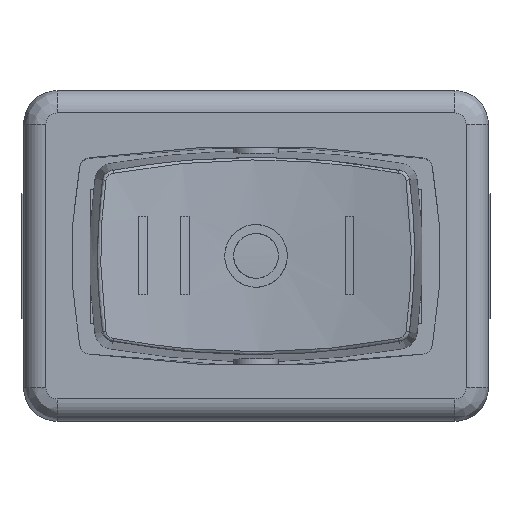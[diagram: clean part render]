
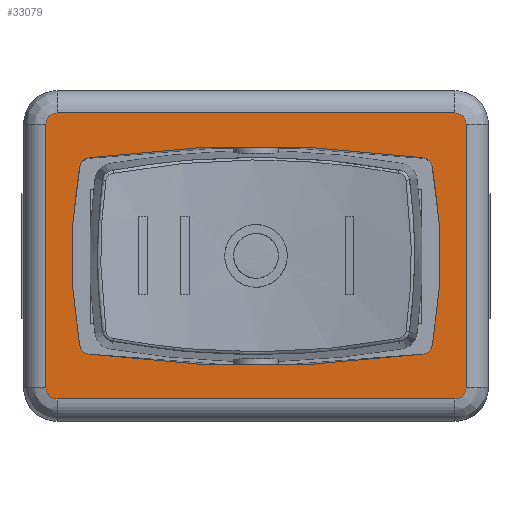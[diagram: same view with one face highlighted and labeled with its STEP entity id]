
A CAD part, top view. The second image highlights one B-rep face of the part: STEP entity #33079.
In plain terms, the highlighted planar face has unit normal (0, 0, 1).
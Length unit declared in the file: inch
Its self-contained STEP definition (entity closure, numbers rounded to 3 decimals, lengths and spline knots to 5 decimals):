
#32231=CARTESIAN_POINT('',(0.29401,0.17305,0.62992));
#32232=VERTEX_POINT('',#32231);
#32239=CARTESIAN_POINT('',(-0.29401,0.17305,0.62992));
#32240=VERTEX_POINT('',#32239);
#32241=CARTESIAN_POINT('',(0.,-1.97226,0.62992));
#32242=DIRECTION('',(0.0,0.0,-1.0));
#32243=DIRECTION('',(-0.136,-0.991,0.0));
#32244=AXIS2_PLACEMENT_3D('',#32241,#32242,#32243);
#32245=CIRCLE('',#32244,2.16535);
#32246=EDGE_CURVE('',#32240,#32232,#32245,.T.);
#32278=CARTESIAN_POINT('',(-0.3107,0.15711,0.62992));
#32279=VERTEX_POINT('',#32278);
#32280=CARTESIAN_POINT('',(-0.29134,0.15354,0.62992));
#32281=DIRECTION('',(0.0,0.0,-1.0));
#32282=DIRECTION('',(0.136,-0.991,0.0));
#32283=AXIS2_PLACEMENT_3D('',#32280,#32281,#32282);
#32284=CIRCLE('',#32283,0.01969);
#32285=EDGE_CURVE('',#32279,#32240,#32284,.T.);
#32311=CARTESIAN_POINT('',(-0.3107,-0.15711,0.62992));
#32312=VERTEX_POINT('',#32311);
#32313=CARTESIAN_POINT('',(0.54108,0.,0.62992));
#32314=DIRECTION('',(0.0,0.0,-1.0));
#32315=DIRECTION('',(0.983,-0.181,0.0));
#32316=AXIS2_PLACEMENT_3D('',#32313,#32314,#32315);
#32317=CIRCLE('',#32316,0.86614);
#32318=EDGE_CURVE('',#32312,#32279,#32317,.T.);
#32344=CARTESIAN_POINT('',(-0.29401,-0.17305,0.62992));
#32345=VERTEX_POINT('',#32344);
#32346=CARTESIAN_POINT('',(-0.29134,-0.15354,0.62992));
#32347=DIRECTION('',(0.0,0.0,-1.0));
#32348=DIRECTION('',(0.983,0.181,0.0));
#32349=AXIS2_PLACEMENT_3D('',#32346,#32347,#32348);
#32350=CIRCLE('',#32349,0.01969);
#32351=EDGE_CURVE('',#32345,#32312,#32350,.T.);
#32377=CARTESIAN_POINT('',(0.29401,-0.17305,0.62992));
#32378=VERTEX_POINT('',#32377);
#32379=CARTESIAN_POINT('',(0.,1.97226,0.62992));
#32380=DIRECTION('',(0.0,0.0,-1.0));
#32381=DIRECTION('',(0.136,0.991,0.0));
#32382=AXIS2_PLACEMENT_3D('',#32379,#32380,#32381);
#32383=CIRCLE('',#32382,2.16535);
#32384=EDGE_CURVE('',#32378,#32345,#32383,.T.);
#32416=CARTESIAN_POINT('',(0.3107,-0.15711,0.62992));
#32417=VERTEX_POINT('',#32416);
#32418=CARTESIAN_POINT('',(0.29134,-0.15354,0.62992));
#32419=DIRECTION('',(0.0,0.0,-1.0));
#32420=DIRECTION('',(-0.136,0.991,0.0));
#32421=AXIS2_PLACEMENT_3D('',#32418,#32419,#32420);
#32422=CIRCLE('',#32421,0.01969);
#32423=EDGE_CURVE('',#32417,#32378,#32422,.T.);
#32449=CARTESIAN_POINT('',(0.3107,0.15711,0.62992));
#32450=VERTEX_POINT('',#32449);
#32451=CARTESIAN_POINT('',(-0.54108,0.,0.62992));
#32452=DIRECTION('',(0.0,0.0,-1.0));
#32453=DIRECTION('',(-0.983,0.181,0.0));
#32454=AXIS2_PLACEMENT_3D('',#32451,#32452,#32453);
#32455=CIRCLE('',#32454,0.86614);
#32456=EDGE_CURVE('',#32450,#32417,#32455,.T.);
#32480=CARTESIAN_POINT('',(0.29134,0.15354,0.62992));
#32481=DIRECTION('',(0.0,0.0,-1.0));
#32482=DIRECTION('',(-0.983,-0.181,0.0));
#32483=AXIS2_PLACEMENT_3D('',#32480,#32481,#32482);
#32484=CIRCLE('',#32483,0.01969);
#32485=EDGE_CURVE('',#32232,#32450,#32484,.T.);
#32532=CARTESIAN_POINT('',(-0.37008,-0.23228,0.62992));
#32533=VERTEX_POINT('',#32532);
#32541=CARTESIAN_POINT('',(-0.37008,0.23228,0.62992));
#32542=VERTEX_POINT('',#32541);
#32543=CARTESIAN_POINT('',(-0.37008,-0.23228,0.62992));
#32544=DIRECTION('',(0.0,1.0,0.0));
#32545=VECTOR('',#32544,0.46457);
#32546=LINE('',#32543,#32545);
#32547=EDGE_CURVE('',#32533,#32542,#32546,.T.);
#32622=CARTESIAN_POINT('',(-0.35039,-0.25197,0.62992));
#32623=VERTEX_POINT('',#32622);
#32631=CARTESIAN_POINT('',(-0.35039,-0.23228,0.62992));
#32632=DIRECTION('',(0.0,0.0,-1.0));
#32633=DIRECTION('',(-0.707,-0.707,0.0));
#32634=AXIS2_PLACEMENT_3D('',#32631,#32632,#32633);
#32635=CIRCLE('',#32634,0.01969);
#32636=EDGE_CURVE('',#32623,#32533,#32635,.T.);
#32702=CARTESIAN_POINT('',(-0.35039,0.25197,0.62992));
#32703=VERTEX_POINT('',#32702);
#32721=CARTESIAN_POINT('',(-0.35039,0.23228,0.62992));
#32722=DIRECTION('',(0.0,0.0,-1.0));
#32723=DIRECTION('',(-0.707,0.707,0.0));
#32724=AXIS2_PLACEMENT_3D('',#32721,#32722,#32723);
#32725=CIRCLE('',#32724,0.01969);
#32726=EDGE_CURVE('',#32542,#32703,#32725,.T.);
#32738=CARTESIAN_POINT('',(0.35039,-0.25197,0.62992));
#32739=VERTEX_POINT('',#32738);
#32747=CARTESIAN_POINT('',(0.35039,-0.25197,0.62992));
#32748=DIRECTION('',(-1.0,0.0,0.0));
#32749=VECTOR('',#32748,0.70079);
#32750=LINE('',#32747,#32749);
#32751=EDGE_CURVE('',#32739,#32623,#32750,.T.);
#32768=CARTESIAN_POINT('',(0.35039,0.25197,0.62992));
#32769=VERTEX_POINT('',#32768);
#32786=CARTESIAN_POINT('',(-0.35039,0.25197,0.62992));
#32787=DIRECTION('',(1.0,0.0,0.0));
#32788=VECTOR('',#32787,0.70079);
#32789=LINE('',#32786,#32788);
#32790=EDGE_CURVE('',#32703,#32769,#32789,.T.);
#32850=CARTESIAN_POINT('',(0.37008,-0.23228,0.62992));
#32851=VERTEX_POINT('',#32850);
#32859=CARTESIAN_POINT('',(0.35039,-0.23228,0.62992));
#32860=DIRECTION('',(0.0,0.0,-1.0));
#32861=DIRECTION('',(0.707,-0.707,0.0));
#32862=AXIS2_PLACEMENT_3D('',#32859,#32860,#32861);
#32863=CIRCLE('',#32862,0.01969);
#32864=EDGE_CURVE('',#32851,#32739,#32863,.T.);
#32930=CARTESIAN_POINT('',(0.37008,0.23228,0.62992));
#32931=VERTEX_POINT('',#32930);
#32949=CARTESIAN_POINT('',(0.35039,0.23228,0.62992));
#32950=DIRECTION('',(0.0,0.0,-1.0));
#32951=DIRECTION('',(0.707,0.707,0.0));
#32952=AXIS2_PLACEMENT_3D('',#32949,#32950,#32951);
#32953=CIRCLE('',#32952,0.01969);
#32954=EDGE_CURVE('',#32769,#32931,#32953,.T.);
#32972=CARTESIAN_POINT('',(0.37008,0.23228,0.62992));
#32973=DIRECTION('',(0.0,-1.0,0.0));
#32974=VECTOR('',#32973,0.46457);
#32975=LINE('',#32972,#32974);
#32976=EDGE_CURVE('',#32931,#32851,#32975,.T.);
#33054=CARTESIAN_POINT('',(-0.40709,-0.27717,0.62992));
#33055=DIRECTION('',(0.0,0.0,1.0));
#33056=DIRECTION('',(1.0,0.0,0.0));
#33057=AXIS2_PLACEMENT_3D('',#33054,#33055,#33056);
#33058=PLANE('',#33057);
#33059=ORIENTED_EDGE('',*,*,#32547,.F.);
#33060=ORIENTED_EDGE('',*,*,#32636,.F.);
#33061=ORIENTED_EDGE('',*,*,#32751,.F.);
#33062=ORIENTED_EDGE('',*,*,#32864,.F.);
#33063=ORIENTED_EDGE('',*,*,#32976,.F.);
#33064=ORIENTED_EDGE('',*,*,#32954,.F.);
#33065=ORIENTED_EDGE('',*,*,#32790,.F.);
#33066=ORIENTED_EDGE('',*,*,#32726,.F.);
#33067=EDGE_LOOP('',(#33059,#33060,#33061,#33062,#33063,#33064,#33065,#33066));
#33068=FACE_OUTER_BOUND('',#33067,.T.);
#33069=ORIENTED_EDGE('',*,*,#32246,.T.);
#33070=ORIENTED_EDGE('',*,*,#32485,.T.);
#33071=ORIENTED_EDGE('',*,*,#32456,.T.);
#33072=ORIENTED_EDGE('',*,*,#32423,.T.);
#33073=ORIENTED_EDGE('',*,*,#32384,.T.);
#33074=ORIENTED_EDGE('',*,*,#32351,.T.);
#33075=ORIENTED_EDGE('',*,*,#32318,.T.);
#33076=ORIENTED_EDGE('',*,*,#32285,.T.);
#33077=EDGE_LOOP('',(#33069,#33070,#33071,#33072,#33073,#33074,#33075,#33076));
#33078=FACE_BOUND('',#33077,.T.);
#33079=ADVANCED_FACE('',(#33068,#33078),#33058,.T.);
